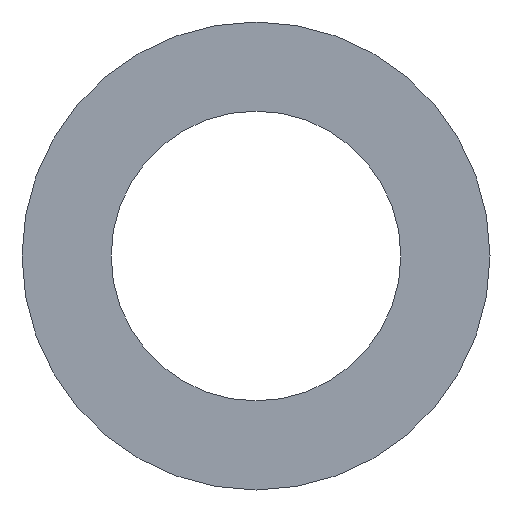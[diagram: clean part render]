
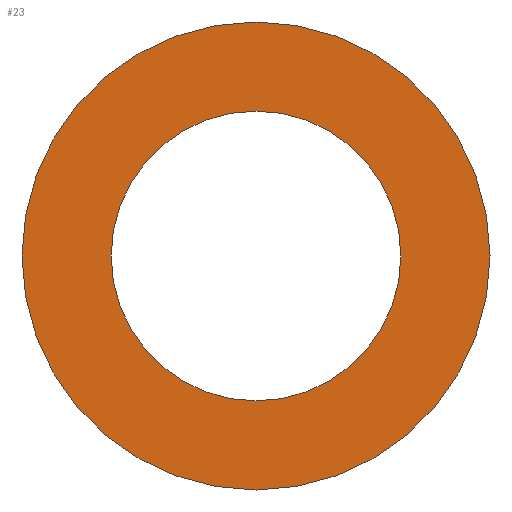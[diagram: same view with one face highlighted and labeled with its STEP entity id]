
A CAD part, left-side view. The second image highlights one B-rep face of the part: STEP entity #23.
In plain terms, the highlighted planar face has unit normal (-1, 0, 0).
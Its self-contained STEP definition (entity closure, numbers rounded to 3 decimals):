
#1 = FACE_BOUND ( 'NONE', #153, .T. ) ;
#14 = AXIS2_PLACEMENT_3D ( 'NONE', #56, #129, #95 ) ;
#20 = CARTESIAN_POINT ( 'NONE',  ( -0.9, 0., 0. ) ) ;
#23 = ADVANCED_FACE ( 'NONE', ( #1, #58 ), #136, .T. ) ;
#33 = VERTEX_POINT ( 'NONE', #183 ) ;
#42 = CIRCLE ( 'NONE', #148, 10.5 ) ;
#46 = ORIENTED_EDGE ( 'NONE', *, *, #87, .F. ) ;
#49 = DIRECTION ( 'NONE',  ( 0., 0., 1. ) ) ;
#53 = CARTESIAN_POINT ( 'NONE',  ( -0.9, 0., -6.5 ) ) ;
#56 = CARTESIAN_POINT ( 'NONE',  ( -0.9, 0., 0. ) ) ;
#58 = FACE_OUTER_BOUND ( 'NONE', #188, .T. ) ;
#63 = EDGE_CURVE ( 'NONE', #197, #147, #182, .T. ) ;
#70 = DIRECTION ( 'NONE',  ( 0., 0., -1. ) ) ;
#74 = CARTESIAN_POINT ( 'NONE',  ( -0.9, 0., 10.5 ) ) ;
#75 = AXIS2_PLACEMENT_3D ( 'NONE', #155, #140, #103 ) ;
#80 = EDGE_CURVE ( 'NONE', #212, #33, #42, .T. ) ;
#86 = CARTESIAN_POINT ( 'NONE',  ( -0.9, 0., 0. ) ) ;
#87 = EDGE_CURVE ( 'NONE', #33, #212, #141, .T. ) ;
#89 = DIRECTION ( 'NONE',  ( 1., 0., 0. ) ) ;
#91 = ORIENTED_EDGE ( 'NONE', *, *, #80, .F. ) ;
#92 = CARTESIAN_POINT ( 'NONE',  ( -0.9, 0., 6.5 ) ) ;
#95 = DIRECTION ( 'NONE',  ( 0., 0., -1. ) ) ;
#100 = DIRECTION ( 'NONE',  ( -1., 0., 0. ) ) ;
#103 = DIRECTION ( 'NONE',  ( 0., 0., -1. ) ) ;
#108 = CIRCLE ( 'NONE', #14, 6.5 ) ;
#126 = ORIENTED_EDGE ( 'NONE', *, *, #193, .T. ) ;
#129 = DIRECTION ( 'NONE',  ( 1., 0., 0. ) ) ;
#136 = PLANE ( 'NONE',  #200 ) ;
#140 = DIRECTION ( 'NONE',  ( 1., 0., 0. ) ) ;
#141 = CIRCLE ( 'NONE', #154, 10.5 ) ;
#146 = ORIENTED_EDGE ( 'NONE', *, *, #63, .T. ) ;
#147 = VERTEX_POINT ( 'NONE', #53 ) ;
#148 = AXIS2_PLACEMENT_3D ( 'NONE', #86, #89, #70 ) ;
#153 = EDGE_LOOP ( 'NONE', ( #126, #146 ) ) ;
#154 = AXIS2_PLACEMENT_3D ( 'NONE', #20, #206, #205 ) ;
#155 = CARTESIAN_POINT ( 'NONE',  ( -0.9, 0., 0. ) ) ;
#167 = CARTESIAN_POINT ( 'NONE',  ( -0.9, 10.5, 0. ) ) ;
#182 = CIRCLE ( 'NONE', #75, 6.5 ) ;
#183 = CARTESIAN_POINT ( 'NONE',  ( -0.9, 0., -10.5 ) ) ;
#188 = EDGE_LOOP ( 'NONE', ( #46, #91 ) ) ;
#193 = EDGE_CURVE ( 'NONE', #147, #197, #108, .T. ) ;
#197 = VERTEX_POINT ( 'NONE', #92 ) ;
#200 = AXIS2_PLACEMENT_3D ( 'NONE', #167, #100, #49 ) ;
#205 = DIRECTION ( 'NONE',  ( 0., 0., -1. ) ) ;
#206 = DIRECTION ( 'NONE',  ( 1., 0., 0. ) ) ;
#212 = VERTEX_POINT ( 'NONE', #74 ) ;
